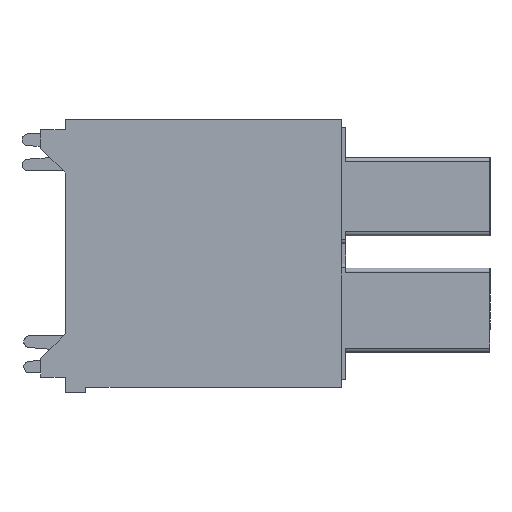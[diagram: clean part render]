
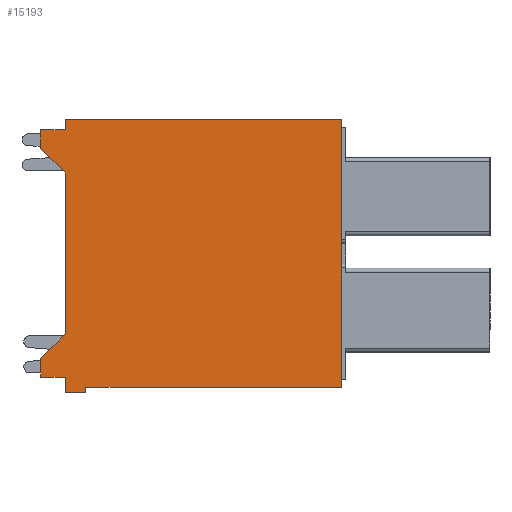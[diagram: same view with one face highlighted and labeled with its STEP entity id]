
A CAD part, left-side view. The second image highlights one B-rep face of the part: STEP entity #15193.
In plain terms, the highlighted planar face has unit normal (-1, 0, 0).
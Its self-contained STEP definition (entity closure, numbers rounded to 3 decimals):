
#1762=ORIENTED_EDGE('',*,*,#5187,.F.);
#1763=ORIENTED_EDGE('',*,*,#5803,.T.);
#1764=ORIENTED_EDGE('',*,*,#5804,.F.);
#1765=ORIENTED_EDGE('',*,*,#5805,.T.);
#1766=ORIENTED_EDGE('',*,*,#5206,.F.);
#1767=ORIENTED_EDGE('',*,*,#5806,.T.);
#1768=ORIENTED_EDGE('',*,*,#5807,.T.);
#1769=ORIENTED_EDGE('',*,*,#5126,.T.);
#1770=ORIENTED_EDGE('',*,*,#5794,.T.);
#1771=ORIENTED_EDGE('',*,*,#5435,.F.);
#1772=ORIENTED_EDGE('',*,*,#5234,.F.);
#1773=ORIENTED_EDGE('',*,*,#5808,.F.);
#1774=ORIENTED_EDGE('',*,*,#5809,.T.);
#1775=ORIENTED_EDGE('',*,*,#5810,.T.);
#5126=EDGE_CURVE('',#7342,#7364,#8846,.T.);
#5187=EDGE_CURVE('',#7421,#7422,#8891,.T.);
#5206=EDGE_CURVE('',#7440,#7441,#8910,.T.);
#5234=EDGE_CURVE('',#7468,#7469,#8938,.T.);
#5435=EDGE_CURVE('',#7469,#7616,#9139,.T.);
#5794=EDGE_CURVE('',#7364,#7616,#9441,.T.);
#5803=EDGE_CURVE('',#7421,#7828,#9450,.T.);
#5804=EDGE_CURVE('',#7829,#7828,#9451,.T.);
#5805=EDGE_CURVE('',#7829,#7441,#9452,.T.);
#5806=EDGE_CURVE('',#7440,#7830,#9453,.T.);
#5807=EDGE_CURVE('',#7830,#7342,#9454,.T.);
#5808=EDGE_CURVE('',#7831,#7468,#9455,.T.);
#5809=EDGE_CURVE('',#7831,#7832,#9456,.T.);
#5810=EDGE_CURVE('',#7832,#7422,#9457,.T.);
#7342=VERTEX_POINT('',#21094);
#7364=VERTEX_POINT('',#21138);
#7421=VERTEX_POINT('',#21265);
#7422=VERTEX_POINT('',#21267);
#7440=VERTEX_POINT('',#21304);
#7441=VERTEX_POINT('',#21306);
#7468=VERTEX_POINT('',#21361);
#7469=VERTEX_POINT('',#21363);
#7616=VERTEX_POINT('',#21756);
#7828=VERTEX_POINT('',#22911);
#7829=VERTEX_POINT('',#22913);
#7830=VERTEX_POINT('',#22916);
#7831=VERTEX_POINT('',#22919);
#7832=VERTEX_POINT('',#22921);
#8846=LINE('',#21139,#10758);
#8891=LINE('',#21266,#10803);
#8910=LINE('',#21305,#10822);
#8938=LINE('',#21362,#10850);
#9139=LINE('',#21755,#11051);
#9441=LINE('',#22894,#11353);
#9450=LINE('',#22910,#11362);
#9451=LINE('',#22912,#11363);
#9452=LINE('',#22914,#11364);
#9453=LINE('',#22915,#11365);
#9454=LINE('',#22917,#11366);
#9455=LINE('',#22918,#11367);
#9456=LINE('',#22920,#11368);
#9457=LINE('',#22922,#11369);
#10758=VECTOR('',#17001,1000.);
#10803=VECTOR('',#17096,1000.);
#10822=VECTOR('',#17117,1000.);
#10850=VECTOR('',#17147,1000.);
#11051=VECTOR('',#17438,1000.);
#11353=VECTOR('',#18034,1000.);
#11362=VECTOR('',#18047,1000.);
#11363=VECTOR('',#18048,1000.);
#11364=VECTOR('',#18049,1000.);
#11365=VECTOR('',#18050,1000.);
#11366=VECTOR('',#18051,1000.);
#11367=VECTOR('',#18052,1000.);
#11368=VECTOR('',#18053,1000.);
#11369=VECTOR('',#18054,1000.);
#12853=EDGE_LOOP('',(#1762,#1763,#1764,#1765,#1766,#1767,#1768,#1769,#1770,
#1771,#1772,#1773,#1774,#1775));
#13735=FACE_BOUND('',#12853,.T.);
#14529=PLANE('',#16086);
#15193=ADVANCED_FACE('',(#13735),#14529,.F.);
#16086=AXIS2_PLACEMENT_3D('',#22909,#18045,#18046);
#17001=DIRECTION('',(0.,-1.,0.));
#17096=DIRECTION('',(0.,0.,1.));
#17117=DIRECTION('',(0.,0.,1.));
#17147=DIRECTION('',(0.,0.,1.));
#17438=DIRECTION('',(0.,-1.,0.));
#18034=DIRECTION('',(0.,0.,1.));
#18045=DIRECTION('',(1.,0.,0.));
#18046=DIRECTION('',(0.,0.,-1.));
#18047=DIRECTION('',(0.,0.707,-0.707));
#18048=DIRECTION('',(0.,0.,1.));
#18049=DIRECTION('',(0.,-1.,0.));
#18050=DIRECTION('',(0.,-1.,0.));
#18051=DIRECTION('',(0.,0.,1.));
#18052=DIRECTION('',(0.,-1.,0.));
#18053=DIRECTION('',(0.,0.,-1.));
#18054=DIRECTION('',(0.,-0.707,-0.707));
#21094=CARTESIAN_POINT('',(-7.4,12.4,-6.5));
#21138=CARTESIAN_POINT('',(-7.4,0.,-6.5));
#21139=CARTESIAN_POINT('',(-7.4,13.4,-6.5));
#21265=CARTESIAN_POINT('',(-7.4,13.4,-3.9));
#21266=CARTESIAN_POINT('',(-7.4,13.4,-6.5));
#21267=CARTESIAN_POINT('',(-7.4,13.4,3.9));
#21304=CARTESIAN_POINT('',(-7.4,13.4,-6.75));
#21305=CARTESIAN_POINT('',(-7.4,13.4,-6.5));
#21306=CARTESIAN_POINT('',(-7.4,13.4,-6.));
#21361=CARTESIAN_POINT('',(-7.4,13.4,6.));
#21362=CARTESIAN_POINT('',(-7.4,13.4,-6.5));
#21363=CARTESIAN_POINT('',(-7.4,13.4,6.5));
#21755=CARTESIAN_POINT('',(-7.4,13.4,6.5));
#21756=CARTESIAN_POINT('',(-7.4,0.,6.5));
#22894=CARTESIAN_POINT('',(-7.4,0.,-6.5));
#22909=CARTESIAN_POINT('',(-7.4,13.4,-6.5));
#22910=CARTESIAN_POINT('',(-7.4,14.6,-5.1));
#22911=CARTESIAN_POINT('',(-7.4,14.6,-5.1));
#22912=CARTESIAN_POINT('',(-7.4,14.6,-6.));
#22913=CARTESIAN_POINT('',(-7.4,14.6,-6.));
#22914=CARTESIAN_POINT('',(-7.4,14.6,-6.));
#22915=CARTESIAN_POINT('',(-7.4,12.4,-6.75));
#22916=CARTESIAN_POINT('',(-7.4,12.4,-6.75));
#22917=CARTESIAN_POINT('',(-7.4,12.4,-6.5));
#22918=CARTESIAN_POINT('',(-7.4,14.6,6.));
#22919=CARTESIAN_POINT('',(-7.4,14.6,6.));
#22920=CARTESIAN_POINT('',(-7.4,14.6,6.));
#22921=CARTESIAN_POINT('',(-7.4,14.6,5.1));
#22922=CARTESIAN_POINT('',(-7.4,13.4,3.9));
